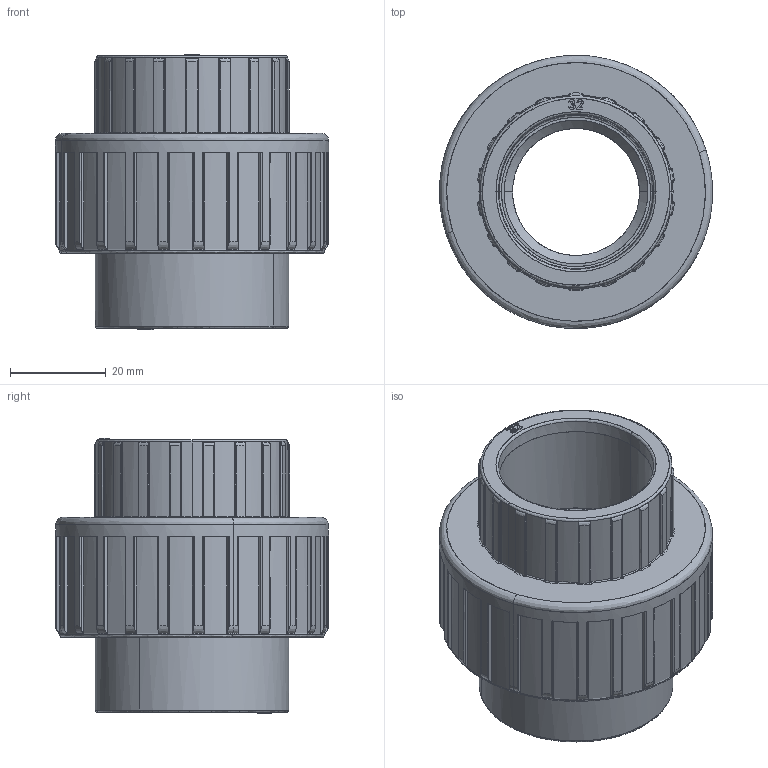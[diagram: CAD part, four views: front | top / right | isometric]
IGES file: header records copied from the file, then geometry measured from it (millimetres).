
Start section: SolidWorks IGES file using NURBS representation for surfaces
Global section: file name: 01051278032.IGS; native system: SolidWorks 2021; preprocessor: SolidWorks 2021; author: FRodrigues; date: 230628.093757; units: millimetre
Bounding box: 56.99 x 56.99 x 57.53 mm (x, y, z)
Surface area: 18230.7 mm2 (no closed solid volume)
Topology: 0 solids, 0 shells, 494 faces, 5037 edges, 5037 vertices
Faces by surface type: bspline 494
